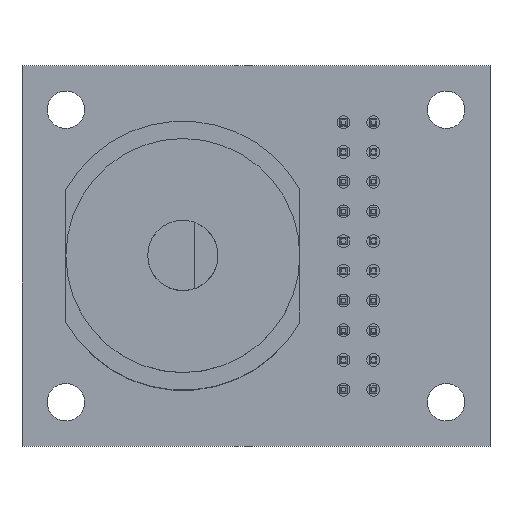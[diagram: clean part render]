
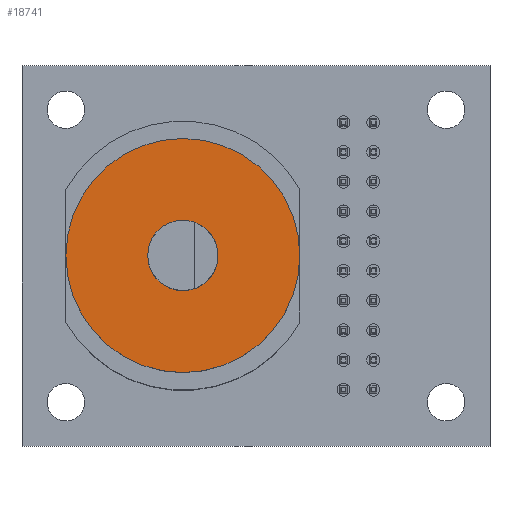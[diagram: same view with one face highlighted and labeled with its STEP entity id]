
A CAD part, top view. The second image highlights one B-rep face of the part: STEP entity #18741.
In plain terms, the highlighted planar face has unit normal (0, 0, 1).
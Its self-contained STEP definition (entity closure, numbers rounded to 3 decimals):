
#18712 = EDGE_CURVE('',#18713,#18713,#18715,.T.);
#18713 = VERTEX_POINT('',#18714);
#18714 = CARTESIAN_POINT('',(10.,0.,3.6));
#18715 = CIRCLE('',#18716,10.);
#18716 = AXIS2_PLACEMENT_3D('',#18717,#18718,#18719);
#18717 = CARTESIAN_POINT('',(0.,0.,3.6));
#18718 = DIRECTION('',(0.,0.,1.));
#18719 = DIRECTION('',(1.,0.,0.));
#18741 = ADVANCED_FACE('',(#18742),#18745,.T.);
#18742 = FACE_BOUND('',#18743,.T.);
#18743 = EDGE_LOOP('',(#18744));
#18744 = ORIENTED_EDGE('',*,*,#18712,.T.);
#18745 = PLANE('',#18746);
#18746 = AXIS2_PLACEMENT_3D('',#18747,#18748,#18749);
#18747 = CARTESIAN_POINT('',(0.,0.,3.6));
#18748 = DIRECTION('',(0.,0.,1.));
#18749 = DIRECTION('',(1.,0.,0.));
